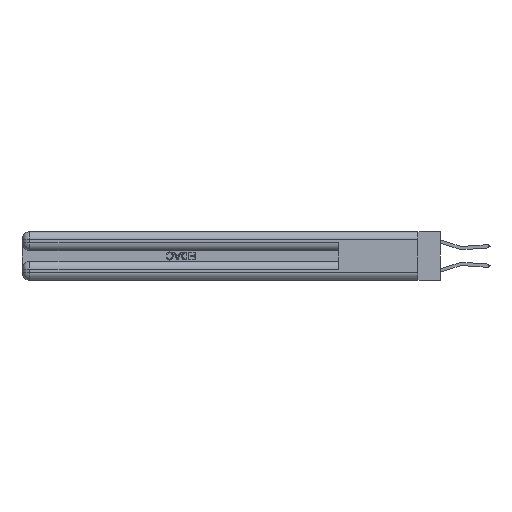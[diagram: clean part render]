
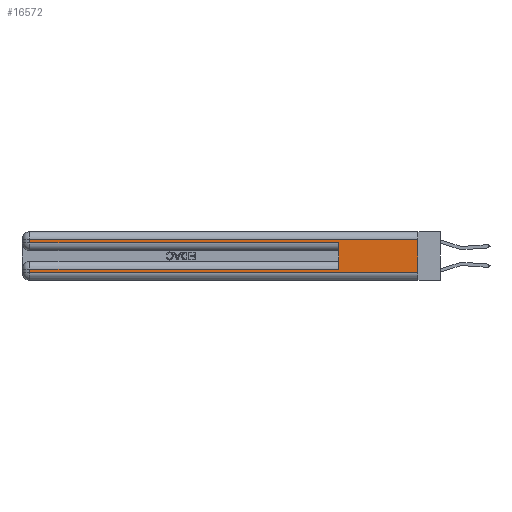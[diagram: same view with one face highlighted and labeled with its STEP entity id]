
A CAD part, left-side view. The second image highlights one B-rep face of the part: STEP entity #16572.
In plain terms, the highlighted planar face has unit normal (-1, 0, 0).
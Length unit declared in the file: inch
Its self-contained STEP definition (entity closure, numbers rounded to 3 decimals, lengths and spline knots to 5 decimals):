
#378 = DIRECTION ( 'NONE',  ( 0., -1., 0. ) ) ;
#925 = CARTESIAN_POINT ( 'NONE',  ( 0., 2.94, 0.085 ) ) ;
#1706 = EDGE_CURVE ( 'NONE', #14315, #14102, #4485, .T. ) ;
#3041 = DIRECTION ( 'NONE',  ( 0., 1., 0. ) ) ;
#3278 = VECTOR ( 'NONE', #17842, 39.37008 ) ;
#3336 = CARTESIAN_POINT ( 'NONE',  ( 0., 0., 0.06 ) ) ;
#4306 = DIRECTION ( 'NONE',  ( 0., 0., -1. ) ) ;
#4331 = AXIS2_PLACEMENT_3D ( 'NONE', #34513, #26382, #4306 ) ;
#4485 = LINE ( 'NONE', #7430, #12634 ) ;
#5729 = CARTESIAN_POINT ( 'NONE',  ( 0., 2.94, 0.31 ) ) ;
#5737 = CARTESIAN_POINT ( 'NONE',  ( 0., 2.94, 0.285 ) ) ;
#5803 = EDGE_CURVE ( 'NONE', #9053, #9639, #25475, .T. ) ;
#5865 = LINE ( 'NONE', #13477, #17051 ) ;
#6529 = VECTOR ( 'NONE', #23080, 39.37008 ) ;
#7430 = CARTESIAN_POINT ( 'NONE',  ( 0., 2.94, 0.37 ) ) ;
#8055 = CARTESIAN_POINT ( 'NONE',  ( 0., 2.94, 0.37 ) ) ;
#8061 = VECTOR ( 'NONE', #17069, 39.37008 ) ;
#8580 = CARTESIAN_POINT ( 'NONE',  ( 0., 0., 0.31 ) ) ;
#9053 = VERTEX_POINT ( 'NONE', #15197 ) ;
#9303 = LINE ( 'NONE', #8580, #20909 ) ;
#9639 = VERTEX_POINT ( 'NONE', #29864 ) ;
#11868 = CARTESIAN_POINT ( 'NONE',  ( 0., 0.6, 0.145 ) ) ;
#12634 = VECTOR ( 'NONE', #30230, 39.37008 ) ;
#13477 = CARTESIAN_POINT ( 'NONE',  ( 0., 0., 0.285 ) ) ;
#13601 = VERTEX_POINT ( 'NONE', #27160 ) ;
#14102 = VERTEX_POINT ( 'NONE', #33149 ) ;
#14315 = VERTEX_POINT ( 'NONE', #925 ) ;
#15197 = CARTESIAN_POINT ( 'NONE',  ( 0., 0.6, 0.085 ) ) ;
#16411 = DIRECTION ( 'NONE',  ( 0., -1., 0. ) ) ;
#16510 = DIRECTION ( 'NONE',  ( 0., 0., -1. ) ) ;
#16572 = ADVANCED_FACE ( 'NONE', ( #29160 ), #23267, .F. ) ;
#17051 = VECTOR ( 'NONE', #16411, 39.37008 ) ;
#17069 = DIRECTION ( 'NONE',  ( 0., 1., 0. ) ) ;
#17842 = DIRECTION ( 'NONE',  ( 0., 0., -1. ) ) ;
#18750 = EDGE_LOOP ( 'NONE', ( #25592, #34834, #18766, #21987, #35026, #23348, #30997, #35631 ) ) ;
#18766 = ORIENTED_EDGE ( 'NONE', *, *, #26229, .T. ) ;
#18797 = EDGE_CURVE ( 'NONE', #13601, #31862, #9303, .T. ) ;
#20010 = LINE ( 'NONE', #22766, #8061 ) ;
#20246 = CARTESIAN_POINT ( 'NONE',  ( 0., 0., 0.06 ) ) ;
#20909 = VECTOR ( 'NONE', #3041, 39.37008 ) ;
#21797 = EDGE_CURVE ( 'NONE', #9053, #14315, #20010, .T. ) ;
#21987 = ORIENTED_EDGE ( 'NONE', *, *, #25944, .T. ) ;
#22670 = LINE ( 'NONE', #34087, #3278 ) ;
#22766 = CARTESIAN_POINT ( 'NONE',  ( 0., 0., 0.085 ) ) ;
#23080 = DIRECTION ( 'NONE',  ( 0., 0., 1. ) ) ;
#23267 = PLANE ( 'NONE',  #4331 ) ;
#23348 = ORIENTED_EDGE ( 'NONE', *, *, #21797, .T. ) ;
#24239 = EDGE_CURVE ( 'NONE', #14102, #35357, #30939, .T. ) ;
#24604 = LINE ( 'NONE', #8055, #25888 ) ;
#25475 = LINE ( 'NONE', #11868, #6529 ) ;
#25592 = ORIENTED_EDGE ( 'NONE', *, *, #32178, .F. ) ;
#25888 = VECTOR ( 'NONE', #16510, 39.37008 ) ;
#25944 = EDGE_CURVE ( 'NONE', #28909, #9639, #5865, .T. ) ;
#26229 = EDGE_CURVE ( 'NONE', #31862, #28909, #24604, .T. ) ;
#26382 = DIRECTION ( 'NONE',  ( 1., 0., 0. ) ) ;
#26384 = VECTOR ( 'NONE', #378, 39.37008 ) ;
#27160 = CARTESIAN_POINT ( 'NONE',  ( 0., 0., 0.31 ) ) ;
#28909 = VERTEX_POINT ( 'NONE', #5737 ) ;
#29160 = FACE_OUTER_BOUND ( 'NONE', #18750, .T. ) ;
#29864 = CARTESIAN_POINT ( 'NONE',  ( 0., 0.6, 0.285 ) ) ;
#30230 = DIRECTION ( 'NONE',  ( 0., 0., -1. ) ) ;
#30939 = LINE ( 'NONE', #3336, #26384 ) ;
#30997 = ORIENTED_EDGE ( 'NONE', *, *, #1706, .T. ) ;
#31862 = VERTEX_POINT ( 'NONE', #5729 ) ;
#32178 = EDGE_CURVE ( 'NONE', #13601, #35357, #22670, .T. ) ;
#33149 = CARTESIAN_POINT ( 'NONE',  ( 0., 2.94, 0.06 ) ) ;
#34087 = CARTESIAN_POINT ( 'NONE',  ( 0., 0., 0.37 ) ) ;
#34513 = CARTESIAN_POINT ( 'NONE',  ( 0., 0., 0.37 ) ) ;
#34834 = ORIENTED_EDGE ( 'NONE', *, *, #18797, .T. ) ;
#35026 = ORIENTED_EDGE ( 'NONE', *, *, #5803, .F. ) ;
#35357 = VERTEX_POINT ( 'NONE', #20246 ) ;
#35631 = ORIENTED_EDGE ( 'NONE', *, *, #24239, .T. ) ;
